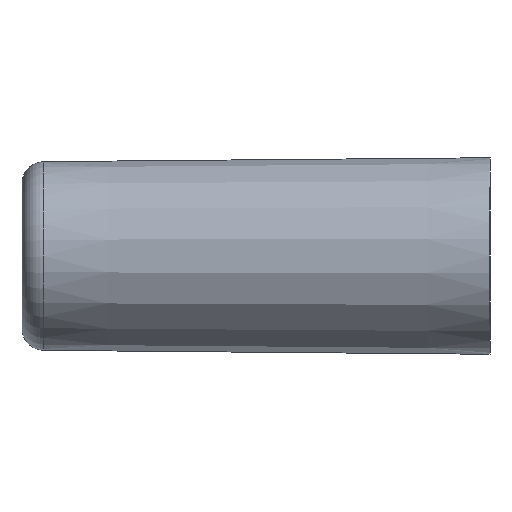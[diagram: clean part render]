
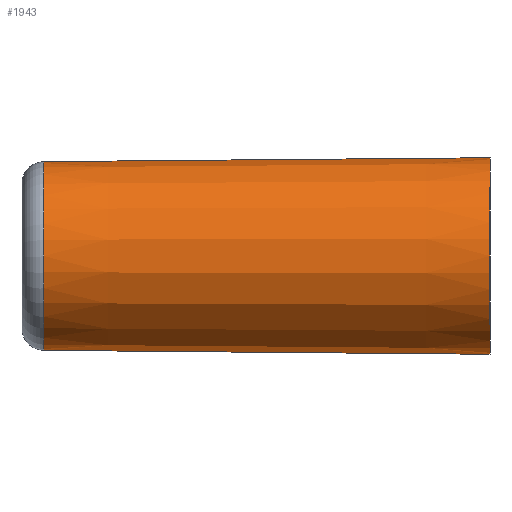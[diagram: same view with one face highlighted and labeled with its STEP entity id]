
A CAD part, left-side view. The second image highlights one B-rep face of the part: STEP entity #1943.
In plain terms, the highlighted conical face has half-angle 0.5 degrees and reference radius 7.449 mm.
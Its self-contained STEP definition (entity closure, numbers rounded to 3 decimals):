
#14=CARTESIAN_POINT('',(-17.6,0.,0.));
#15=DIRECTION('',(0.,1.,0.));
#16=DIRECTION('',(0.,0.,-1.));
#17=AXIS2_PLACEMENT_3D('',#14,#15,#16);
#19=CARTESIAN_POINT('',(-17.6,0.,0.));
#20=DIRECTION('',(0.,1.,0.));
#21=DIRECTION('',(-1.,0.,0.));
#22=AXIS2_PLACEMENT_3D('',#19,#20,#21);
#54=DIRECTION('',(0.,-1.,0.009));
#55=VECTOR('',#54,34.516);
#56=CARTESIAN_POINT('',(-17.6,34.515,7.299));
#57=LINE('',#56,#55);
#58=DIRECTION('',(0.,1.,0.009));
#59=VECTOR('',#58,34.516);
#60=CARTESIAN_POINT('',(-17.6,0.,-7.6));
#61=LINE('',#60,#59);
#72=CARTESIAN_POINT('',(-17.6,34.515,0.));
#73=DIRECTION('',(0.,-1.,0.));
#74=DIRECTION('',(0.,0.,1.));
#75=AXIS2_PLACEMENT_3D('',#72,#73,#74);
#77=CARTESIAN_POINT('',(-17.6,34.515,0.));
#78=DIRECTION('',(0.,-1.,0.));
#79=DIRECTION('',(-1.,0.,0.));
#80=AXIS2_PLACEMENT_3D('',#77,#78,#79);
#1674=CARTESIAN_POINT('',(-17.6,0.,-7.6));
#1675=CARTESIAN_POINT('',(-25.2,0.,0.));
#1676=VERTEX_POINT('',#1674);
#1677=VERTEX_POINT('',#1675);
#1678=CARTESIAN_POINT('',(-17.6,0.,7.6));
#1679=VERTEX_POINT('',#1678);
#1698=CARTESIAN_POINT('',(-24.899,34.515,0.));
#1699=CARTESIAN_POINT('',(-17.6,34.515,
-7.299));
#1700=VERTEX_POINT('',#1698);
#1701=VERTEX_POINT('',#1699);
#1702=CARTESIAN_POINT('',(-17.6,34.515,7.299));
#1703=VERTEX_POINT('',#1702);
#1926=CARTESIAN_POINT('',(-17.6,17.257,0.));
#1927=DIRECTION('',(0.,-1.,0.));
#1928=DIRECTION('',(-1.,0.,0.));
#1929=AXIS2_PLACEMENT_3D('',#1926,#1927,#1928);
#1930=CONICAL_SURFACE('',#1929,7.449,0.5);
#1932=ORIENTED_EDGE('',*,*,#1931,.F.);
#1934=ORIENTED_EDGE('',*,*,#1933,.F.);
#1936=ORIENTED_EDGE('',*,*,#1935,.T.);
#1937=ORIENTED_EDGE('',*,*,#1899,.F.);
#1938=ORIENTED_EDGE('',*,*,#1897,.F.);
#1940=ORIENTED_EDGE('',*,*,#1939,.T.);
#1941=EDGE_LOOP('',(#1932,#1934,#1936,#1937,#1938,#1940));
#1942=FACE_OUTER_BOUND('',#1941,.F.);
#18=CIRCLE('',#17,7.6);
#23=CIRCLE('',#22,7.6);
#76=CIRCLE('',#75,7.299);
#81=CIRCLE('',#80,7.299);
#1897=EDGE_CURVE('',#1676,#1677,#18,.T.);
#1899=EDGE_CURVE('',#1677,#1679,#23,.T.);
#1931=EDGE_CURVE('',#1700,#1701,#81,.T.);
#1933=EDGE_CURVE('',#1703,#1700,#76,.T.);
#1935=EDGE_CURVE('',#1703,#1679,#57,.T.);
#1939=EDGE_CURVE('',#1676,#1701,#61,.T.);
#1943=ADVANCED_FACE('',(#1942),#1930,.T.);
